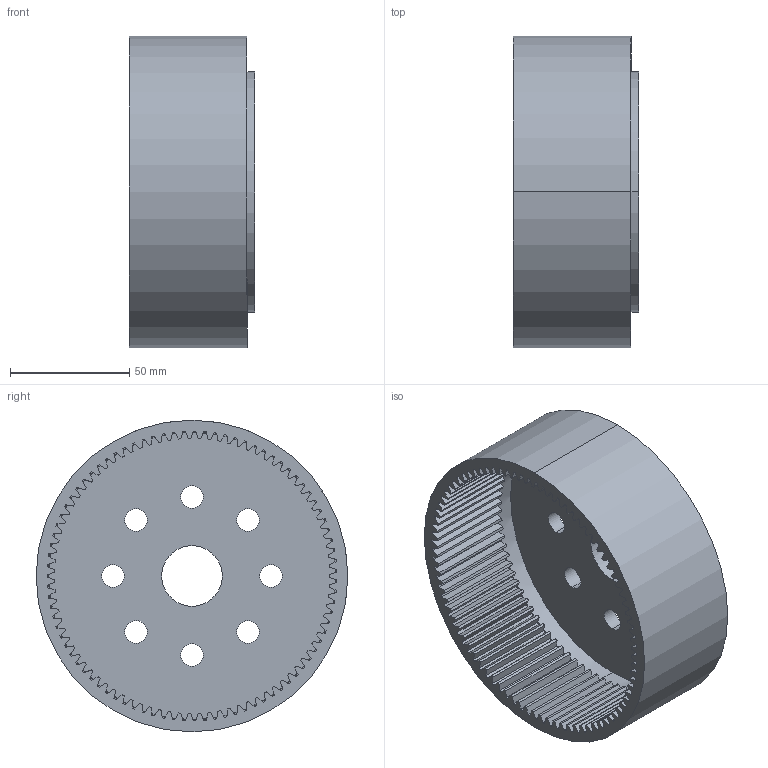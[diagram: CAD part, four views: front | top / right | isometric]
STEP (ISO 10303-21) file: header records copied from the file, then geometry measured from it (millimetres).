
FILE_DESCRIPTION (( 'STEP AP203' ), '1' );
FILE_NAME ('RRFDRingGear_Primary.STEP', '2023-07-27T05:57:27', ( '' ), ( '' ), 'SwSTEP 2.0', 'SolidWorks 2021', '' );
FILE_SCHEMA (( 'CONFIG_CONTROL_DESIGN' ));
Length unit declared in the file: centimetre
Products named in the file (4): Part 37; Planetary Hub _1_-1; Rear Axle Assembly _1_; RRFDRingGear_Primary
Assembly tree (3 placements, depth 4):
  RRFDRingGear_Primary
    Rear Axle Assembly _1_
      Planetary Hub _1_-1
        Part 37
Bounding box: 52.48 x 130.69 x 130.69 mm (x, y, z)
Volume: 167420.8 mm3; surface area: 80236.2 mm2
Topology: 1 solids, 1 shells, 550 faces, 1464 edges, 918 vertices
Faces by surface type: cylinder 198, plane 178, bspline 174
Entity records: 20830 total; most frequent: CARTESIAN_POINT 7812, ORIENTED_EDGE 2928, DIRECTION 2280, EDGE_CURVE 1464, AXIS2_PLACEMENT_3D 954, VERTEX_POINT 918, CIRCLE 570, EDGE_LOOP 570
